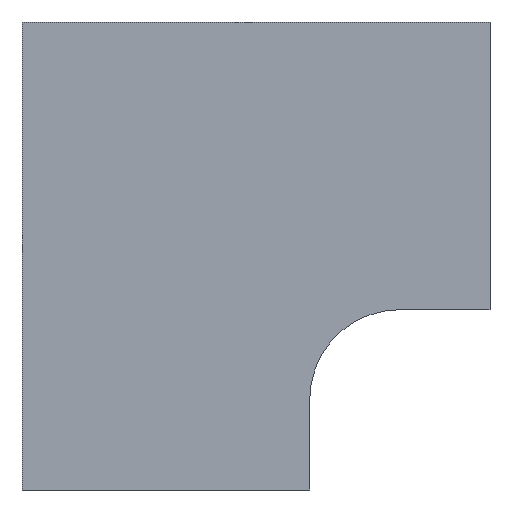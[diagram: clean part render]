
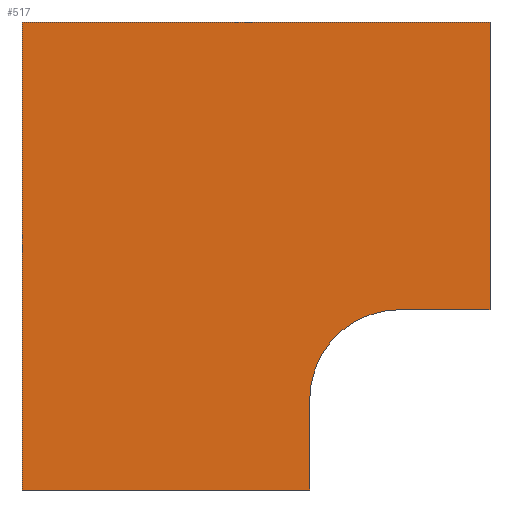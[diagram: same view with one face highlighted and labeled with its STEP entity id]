
A CAD part, front view. The second image highlights one B-rep face of the part: STEP entity #517.
In plain terms, the highlighted planar face has unit normal (0, -1, 0).
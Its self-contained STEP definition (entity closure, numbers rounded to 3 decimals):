
#1 = EDGE_CURVE ( 'NONE', #463, #343, #244, .T. ) ;
#47 = CARTESIAN_POINT ( 'NONE',  ( -25.95, -16.45, -25.95 ) ) ;
#81 = CARTESIAN_POINT ( 'NONE',  ( -25.95, -16.45, 25.95 ) ) ;
#116 = CARTESIAN_POINT ( 'NONE',  ( 25.95, -16.45, 25.95 ) ) ;
#119 = CARTESIAN_POINT ( 'NONE',  ( 15.95, -16.45, -5.95 ) ) ;
#150 = DIRECTION ( 'NONE',  ( 0., 0., 1. ) ) ;
#154 = LINE ( 'NONE', #119, #363 ) ;
#191 = VECTOR ( 'NONE', #338, 1000. ) ;
#206 = EDGE_CURVE ( 'NONE', #496, #347, #239, .T. ) ;
#212 = CARTESIAN_POINT ( 'NONE',  ( 15.95, -16.45, -5.95 ) ) ;
#215 = DIRECTION ( 'NONE',  ( 0., 1., 0. ) ) ;
#216 = ORIENTED_EDGE ( 'NONE', *, *, #382, .F. ) ;
#218 = DIRECTION ( 'NONE',  ( 0., 0., 1. ) ) ;
#219 = EDGE_CURVE ( 'NONE', #283, #496, #226, .T. ) ;
#220 = CARTESIAN_POINT ( 'NONE',  ( 5.95, -16.45, -25.95 ) ) ;
#224 = DIRECTION ( 'NONE',  ( -1., 0., 0. ) ) ;
#226 = LINE ( 'NONE', #459, #442 ) ;
#232 = ORIENTED_EDGE ( 'NONE', *, *, #206, .F. ) ;
#238 = EDGE_CURVE ( 'NONE', #343, #455, #530, .T. ) ;
#239 = LINE ( 'NONE', #258, #334 ) ;
#244 = CIRCLE ( 'NONE', #328, 10. ) ;
#250 = DIRECTION ( 'NONE',  ( -1., 0., 0. ) ) ;
#255 = PLANE ( 'NONE',  #306 ) ;
#258 = CARTESIAN_POINT ( 'NONE',  ( -25.95, -16.45, 25.95 ) ) ;
#266 = CARTESIAN_POINT ( 'NONE',  ( 15.95, -16.45, -15.95 ) ) ;
#283 = VERTEX_POINT ( 'NONE', #47 ) ;
#289 = CARTESIAN_POINT ( 'NONE',  ( 25.95, -16.45, -5.95 ) ) ;
#294 = CARTESIAN_POINT ( 'NONE',  ( 25.95, -16.45, -5.95 ) ) ;
#296 = EDGE_CURVE ( 'NONE', #455, #283, #521, .T. ) ;
#306 = AXIS2_PLACEMENT_3D ( 'NONE', #421, #215, #500 ) ;
#317 = ORIENTED_EDGE ( 'NONE', *, *, #296, .F. ) ;
#328 = AXIS2_PLACEMENT_3D ( 'NONE', #266, #427, #150 ) ;
#334 = VECTOR ( 'NONE', #379, 1000. ) ;
#338 = DIRECTION ( 'NONE',  ( 0., 0., -1. ) ) ;
#340 = ORIENTED_EDGE ( 'NONE', *, *, #461, .F. ) ;
#343 = VERTEX_POINT ( 'NONE', #410 ) ;
#346 = VECTOR ( 'NONE', #504, 1000. ) ;
#347 = VERTEX_POINT ( 'NONE', #116 ) ;
#363 = VECTOR ( 'NONE', #250, 1000. ) ;
#367 = ORIENTED_EDGE ( 'NONE', *, *, #238, .F. ) ;
#379 = DIRECTION ( 'NONE',  ( 1., 0., 0. ) ) ;
#382 = EDGE_CURVE ( 'NONE', #408, #463, #154, .T. ) ;
#383 = ORIENTED_EDGE ( 'NONE', *, *, #1, .F. ) ;
#387 = CARTESIAN_POINT ( 'NONE',  ( -25.95, -16.45, -25.95 ) ) ;
#408 = VERTEX_POINT ( 'NONE', #289 ) ;
#410 = CARTESIAN_POINT ( 'NONE',  ( 5.95, -16.45, -15.95 ) ) ;
#421 = CARTESIAN_POINT ( 'NONE',  ( 15.95, -16.45, -15.95 ) ) ;
#422 = LINE ( 'NONE', #294, #191 ) ;
#427 = DIRECTION ( 'NONE',  ( 0., -1., 0. ) ) ;
#433 = EDGE_LOOP ( 'NONE', ( #509, #317, #367, #383, #216, #340, #232 ) ) ;
#442 = VECTOR ( 'NONE', #218, 1000. ) ;
#455 = VERTEX_POINT ( 'NONE', #493 ) ;
#459 = CARTESIAN_POINT ( 'NONE',  ( -25.95, -16.45, 25.95 ) ) ;
#461 = EDGE_CURVE ( 'NONE', #347, #408, #422, .T. ) ;
#463 = VERTEX_POINT ( 'NONE', #212 ) ;
#493 = CARTESIAN_POINT ( 'NONE',  ( 5.95, -16.45, -25.95 ) ) ;
#495 = VECTOR ( 'NONE', #224, 1000. ) ;
#496 = VERTEX_POINT ( 'NONE', #81 ) ;
#500 = DIRECTION ( 'NONE',  ( 0., 0., 1. ) ) ;
#502 = FACE_OUTER_BOUND ( 'NONE', #433, .T. ) ;
#504 = DIRECTION ( 'NONE',  ( 0., 0., -1. ) ) ;
#509 = ORIENTED_EDGE ( 'NONE', *, *, #219, .F. ) ;
#517 = ADVANCED_FACE ( 'NONE', ( #502 ), #255, .F. ) ;
#521 = LINE ( 'NONE', #387, #495 ) ;
#530 = LINE ( 'NONE', #220, #346 ) ;
